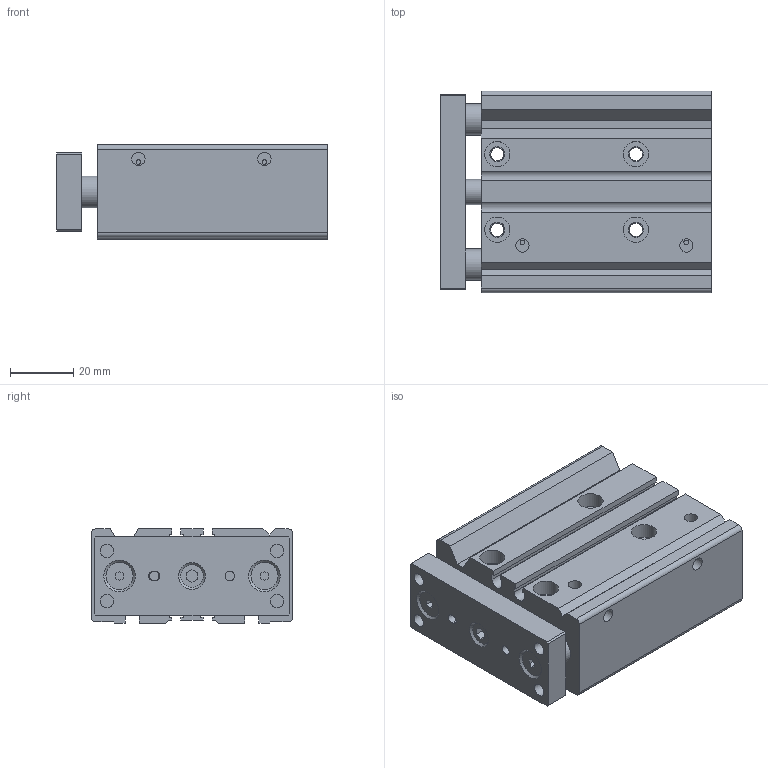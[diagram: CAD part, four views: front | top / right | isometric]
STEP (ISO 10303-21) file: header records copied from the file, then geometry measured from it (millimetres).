
FILE_DESCRIPTION((''),'2;1');
FILE_NAME('NTRC16X40M.STEP','2012-12-01T05:50:38',('Administrator'),(''),'CADlook_v9.0','Cimatron E 8.0','');
FILE_SCHEMA(('AUTOMOTIVE_DESIGN { 1 2 10303 214 0 1 1 1 }'));
Length unit declared in the file: millimetre
Bounding box: 86 x 64 x 30 mm (x, y, z)
Volume: 132863.1 mm3; surface area: 43004.6 mm2
Topology: 2 solids, 2 shells, 210 faces, 525 edges, 356 vertices
Faces by surface type: plane 150, cylinder 55, cone 5
Full cylindrical faces by diameter (mm): 1.5 x4, 3 x6, 4.2 x16, 4.8 x4, 8 x6, 10 x4, 18 x1
Entity records: 7820 total; most frequent: DIRECTION 1051, CARTESIAN_POINT 1046, ORIENTED_EDGE 958, EDGE_CURVE 479, AXIS2_PLACEMENT_3D 361, VERTEX_POINT 356, VECTOR 329, LINE 329
